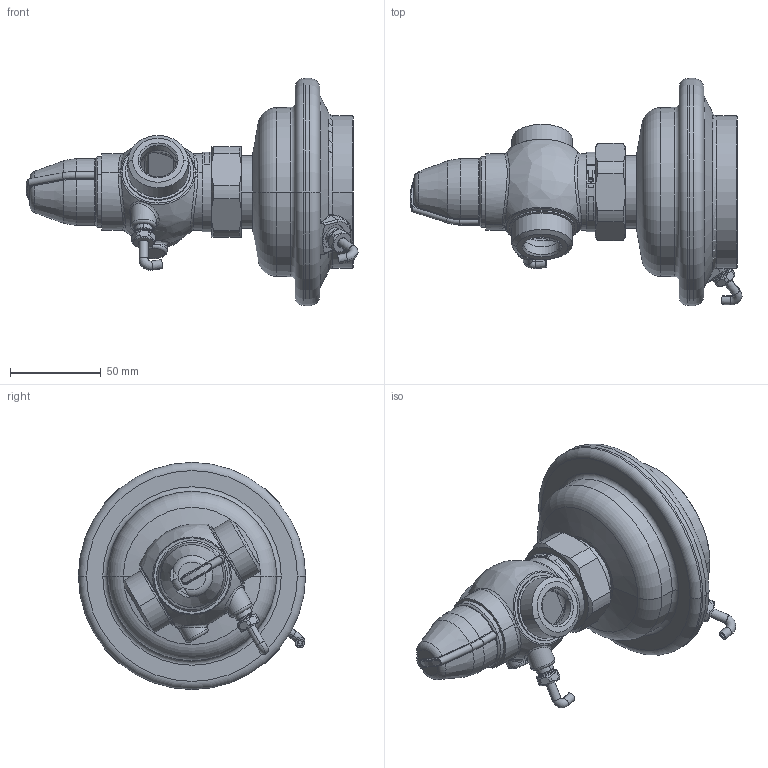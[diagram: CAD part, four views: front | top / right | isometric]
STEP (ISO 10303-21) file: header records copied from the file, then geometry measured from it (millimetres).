
FILE_DESCRIPTION((''),'2;1');
FILE_NAME('003H6725','2015-03-06T',('u317927'),('Danfoss'),'PRO/ENGINEER BY PARAMETRIC TECHNOLOGY CORPORATION, 2014000','PRO/ENGINEER BY PARAMETRIC TECHNOLOGY CORPORATION, 2014000','');
FILE_SCHEMA(('CONFIG_CONTROL_DESIGN'));
Products named in the file (1): 003H6725
Bounding box: 182.93 x 125.18 x 125.18 mm (x, y, z)
Volume: 279791.6 mm3; surface area: 129127.3 mm2
Topology: 3 solids, 3 shells, 956 faces, 2288 edges, 1379 vertices
Faces by surface type: cylinder 255, plane 242, bspline 171, cone 154, torus 129, sphere 5
Entity records: 43540 total; most frequent: CARTESIAN_POINT 22470, ORIENTED_EDGE 4560, DIRECTION 4243, EDGE_CURVE 2280, AXIS2_PLACEMENT_3D 1777, VERTEX_POINT 1379, EDGE_LOOP 1033, CIRCLE 992
